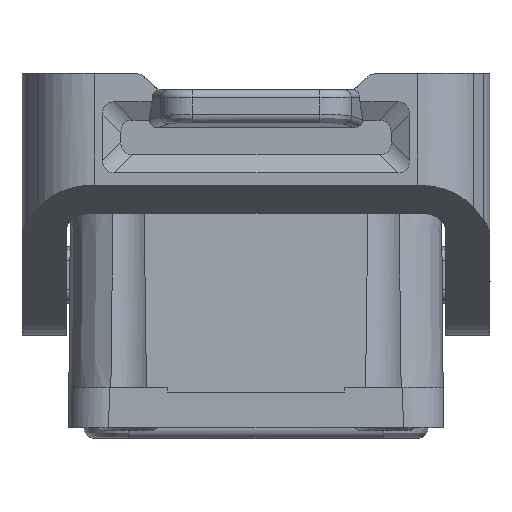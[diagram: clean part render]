
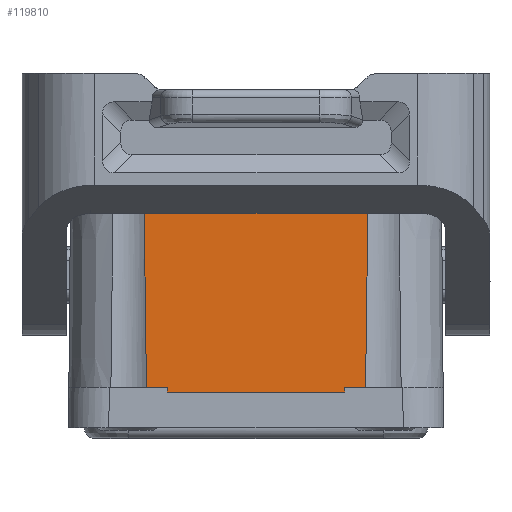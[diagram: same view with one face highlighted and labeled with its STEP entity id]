
A CAD part, left-side view. The second image highlights one B-rep face of the part: STEP entity #119810.
In plain terms, the highlighted face is planar.
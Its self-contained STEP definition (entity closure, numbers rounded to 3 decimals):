
#17630=CARTESIAN_POINT('',(58.753,23.6,-13.865))
;
#17640=VERTEX_POINT('',#17630);
#17670=CARTESIAN_POINT('',(58.753,23.6,0.));
#17680=DIRECTION('',(0.,0.,1.));
#17690=VECTOR('',#17680,1.);
#17700=LINE('',#17670,#17690);
#17710=CARTESIAN_POINT('',(58.753,23.6,13.865));
#17720=VERTEX_POINT('',#17710);
#17730=EDGE_CURVE('',#17640,#17720,#17700,.T.);
#44400=CARTESIAN_POINT('',(62.253,23.6,16.));
#44410=DIRECTION('',(0.,1.,0.));
#44420=DIRECTION('',(1.,0.,0.));
#44430=AXIS2_PLACEMENT_3D('',#44400,#44410,#44420);
#44440=CYLINDRICAL_SURFACE('',#44430,4.1);
#44460=CARTESIAN_POINT('',(58.753,23.6,
0.));
#44470=DIRECTION('',(1.,0.009,
0.));
#44480=DIRECTION('',(0.,0.,-1.));
#44490=AXIS2_PLACEMENT_3D('',#44460,#44470,#44480);
#44500=PLANE('',#44490);
#44510=CARTESIAN_POINT('',(58.945,1.6,
13.578));
#44520=CARTESIAN_POINT('',(58.929,3.433,
13.6));
#44530=CARTESIAN_POINT('',(58.913,5.266,
13.622));
#44540=CARTESIAN_POINT('',(58.898,7.099,
13.645));
#44550=CARTESIAN_POINT('',(58.882,8.932,
13.668));
#44560=CARTESIAN_POINT('',(58.866,10.766,
13.691));
#44570=CARTESIAN_POINT('',(58.85,12.599,
13.715));
#44580=CARTESIAN_POINT('',(58.834,14.432,
13.738));
#44590=CARTESIAN_POINT('',(58.818,16.266,
13.763));
#44600=CARTESIAN_POINT('',(58.802,18.099,
13.788));
#44610=CARTESIAN_POINT('',(58.786,19.933,
13.813));
#44620=CARTESIAN_POINT('',(58.77,21.767,
13.838));
#44630=CARTESIAN_POINT('',(58.753,23.6,
13.865));
#44640=B_SPLINE_CURVE_WITH_KNOTS('',3,(#44510,#44520,#44530,#44540,
#44550,#44560,#44570,#44580,#44590,#44600,#44610,#44620,#44630),
.UNSPECIFIED.,.F.,.F.,(4,3,3,3,4),(0.,5.499,11.,
16.501,22.003),.UNSPECIFIED.);
#44650=SURFACE_CURVE('',#44640,(#44500,#44440),.CURVE_3D.);
#44660=CARTESIAN_POINT('',(58.945,1.6,13.578));
#44670=VERTEX_POINT('',#44660);
#44680=EDGE_CURVE('',#44670,#17720,#44650,.T.);
#67040=CARTESIAN_POINT('',(58.945,1.6,11.));
#67050=VERTEX_POINT('',#67040);
#67080=CARTESIAN_POINT('',(58.959,0.,11.));
#67090=DIRECTION('',(0.009,-1.,
0.));
#67100=VECTOR('',#67090,1.);
#67110=LINE('',#67080,#67100);
#67120=CARTESIAN_POINT('',(58.951,1.,11.));
#67130=VERTEX_POINT('',#67120);
#67140=EDGE_CURVE('',#67050,#67130,#67110,.T.);
#95900=CARTESIAN_POINT('',(58.945,1.6,0.));
#95910=DIRECTION('',(0.,0.,1.));
#95920=VECTOR('',#95910,1.);
#95930=LINE('',#95900,#95920);
#95940=EDGE_CURVE('',#67050,#44670,#95930,.T.);
#97570=CARTESIAN_POINT('',(58.951,1.,-11.));
#97580=VERTEX_POINT('',#97570);
#97680=CARTESIAN_POINT('',(58.951,1.,0.));
#97690=DIRECTION('',(0.,0.,1.));
#97700=VECTOR('',#97690,1.);
#97710=LINE('',#97680,#97700);
#97720=EDGE_CURVE('',#97580,#67130,#97710,.T.);
#102930=CARTESIAN_POINT('',(62.253,23.6,-16.));
#102940=DIRECTION('',(0.,1.,0.));
#102950=DIRECTION('',(1.,0.,0.));
#102960=AXIS2_PLACEMENT_3D('',#102930,#102940,#102950);
#102970=CYLINDRICAL_SURFACE('',#102960,4.1);
#103280=CARTESIAN_POINT('',(58.945,1.6,-13.578)
);
#103290=VERTEX_POINT('',#103280);
#103320=CARTESIAN_POINT('',(58.753,23.6,
-13.865));
#103330=CARTESIAN_POINT('',(58.77,21.767,
-13.838));
#103340=CARTESIAN_POINT('',(58.786,19.933,
-13.813));
#103350=CARTESIAN_POINT('',(58.802,18.099,
-13.788));
#103360=CARTESIAN_POINT('',(58.818,16.266,
-13.763));
#103370=CARTESIAN_POINT('',(58.834,14.432,
-13.738));
#103380=CARTESIAN_POINT('',(58.85,12.599,
-13.715));
#103390=CARTESIAN_POINT('',(58.866,10.766,
-13.691));
#103400=CARTESIAN_POINT('',(58.882,8.932,
-13.668));
#103410=CARTESIAN_POINT('',(58.898,7.099,
-13.645));
#103420=CARTESIAN_POINT('',(58.913,5.266,
-13.622));
#103430=CARTESIAN_POINT('',(58.929,3.433,
-13.6));
#103440=CARTESIAN_POINT('',(58.945,1.6,
-13.578));
#103450=B_SPLINE_CURVE_WITH_KNOTS('',3,(#103320,#103330,#103340,#103350,
#103360,#103370,#103380,#103390,#103400,#103410,#103420,#103430,#103440)
,.UNSPECIFIED.,.F.,.F.,(4,3,3,3,4),(0.,5.502,11.003
,16.503,22.003),.UNSPECIFIED.);
#103460=SURFACE_CURVE('',#103450,(#44500,#102970),.CURVE_3D.);
#103470=EDGE_CURVE('',#17640,#103290,#103460,.T.);
#119390=CARTESIAN_POINT('',(58.945,1.6,-11.));
#119400=VERTEX_POINT('',#119390);
#119500=CARTESIAN_POINT('',(58.959,0.,-11.));
#119510=DIRECTION('',(0.009,-1.,
0.));
#119520=VECTOR('',#119510,1.);
#119530=LINE('',#119500,#119520);
#119540=EDGE_CURVE('',#119400,#97580,#119530,.T.);
#119660=ORIENTED_EDGE('',*,*,#67140,.T.);
#119670=ORIENTED_EDGE('',*,*,#95940,.F.);
#119680=ORIENTED_EDGE('',*,*,#44680,.F.);
#119690=ORIENTED_EDGE('',*,*,#17730,.T.);
#119700=ORIENTED_EDGE('',*,*,#103470,.F.);
#119710=CARTESIAN_POINT('',(58.945,1.6,0.));
#119720=DIRECTION('',(0.,0.,1.));
#119730=VECTOR('',#119720,1.);
#119740=LINE('',#119710,#119730);
#119750=EDGE_CURVE('',#103290,#119400,#119740,.T.);
#119760=ORIENTED_EDGE('',*,*,#119750,.F.);
#119770=ORIENTED_EDGE('',*,*,#119540,.F.);
#119780=ORIENTED_EDGE('',*,*,#97720,.F.);
#119790=EDGE_LOOP('',(#119780,#119770,#119760,#119700,#119690,#119680,
#119670,#119660));
#119800=FACE_OUTER_BOUND('',#119790,.T.);
#119810=ADVANCED_FACE('',(#119800),#44500,.T.);
